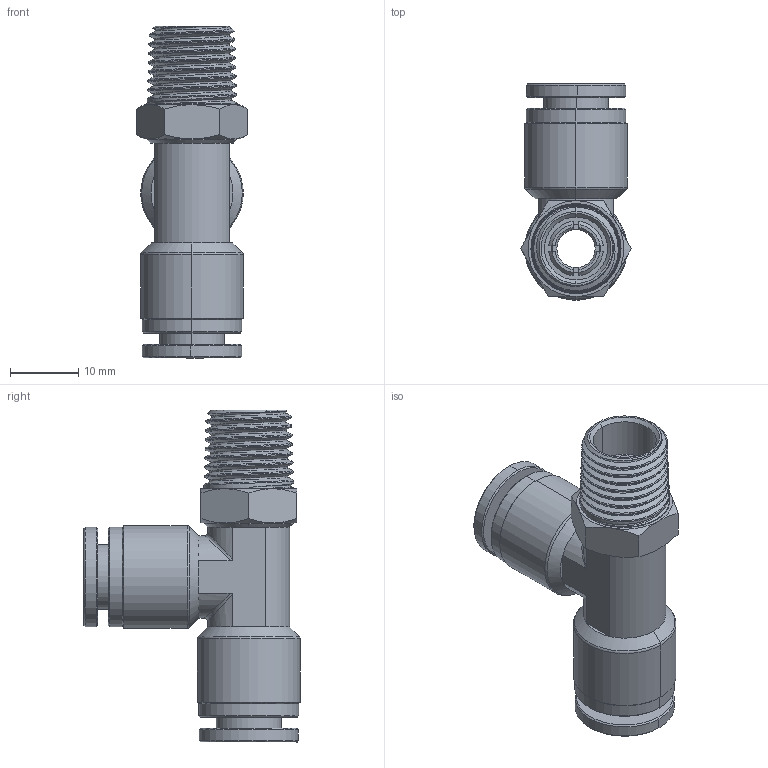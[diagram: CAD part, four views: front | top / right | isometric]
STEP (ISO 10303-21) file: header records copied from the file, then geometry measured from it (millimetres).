
FILE_DESCRIPTION (( 'STEP AP214' ), '1' );
FILE_NAME ('RTS8R1-4W.STEP', '2018-07-26T16:58:48', ( '' ), ( '' ), 'SwSTEP 2.0', 'SolidWorks 2016', '' );
FILE_SCHEMA (( 'AUTOMOTIVE_DESIGN' ));
Length unit declared in the file: millimetre
Products named in the file (1): RTS8R1-4W
Bounding box: 16.17 x 31.6 x 48.5 mm (x, y, z)
Volume: 5667.3 mm3; surface area: 9878.1 mm2
Topology: 12 solids, 12 shells, 890 faces, 2431 edges, 1579 vertices
Faces by surface type: plane 350, cone 290, cylinder 154, bspline 88, torus 8
Entity records: 46133 total; most frequent: CARTESIAN_POINT 15109, ORIENTED_EDGE 4862, DIRECTION 3913, EDGE_CURVE 2431, AXIS2_PLACEMENT_3D 1599, VERTEX_POINT 1579, EDGE_LOOP 930, UNCERTAINTY_MEASURE_WITH_UNIT 904
